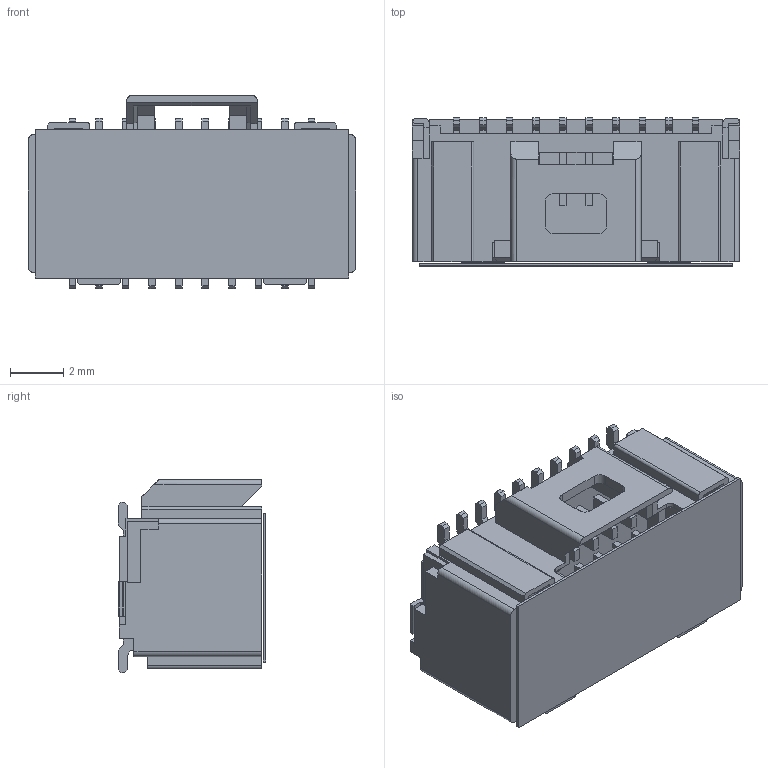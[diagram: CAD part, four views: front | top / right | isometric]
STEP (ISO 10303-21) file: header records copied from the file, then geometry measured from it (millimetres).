
FILE_DESCRIPTION(/* description */ (''),/* implementation_level */ '2;1');
FILE_NAME(/* name */ '2035642017 v0.step',/* time_stamp */ '2023-08-17T14:52:22-04:00',/* author */ (''),/* organization */ (''),/* preprocessor_version */ 'ST-DEVELOPER v20',/* originating_system */ 'Autodesk Translation Framework v12.9.0.99',/* authorisation */ '');
FILE_SCHEMA (('AUTOMOTIVE_DESIGN { 1 0 10303 214 3 1 1 }'));
Length unit declared in the file: millimetre
Products named in the file (3): 2035642017; Component1; Component2
Assembly tree (2 placements, depth 2):
  2035642017
    Component1
    Component2
Bounding box: 12.3 x 5.57 x 7.27 mm (x, y, z)
Volume: 151.9 mm3; surface area: 728.5 mm2
Topology: 2 solids, 2 shells, 517 faces, 1459 edges, 960 vertices
Faces by surface type: plane 495, cylinder 20, cone 2
Entity records: 16475 total; most frequent: CARTESIAN_POINT 2942, ORIENTED_EDGE 2918, DIRECTION 2547, EDGE_CURVE 1459, LINE 1417, VECTOR 1417, VERTEX_POINT 960, AXIS2_PLACEMENT_3D 565
